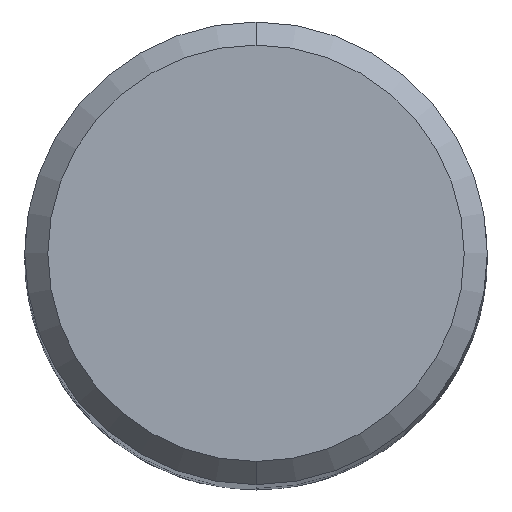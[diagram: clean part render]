
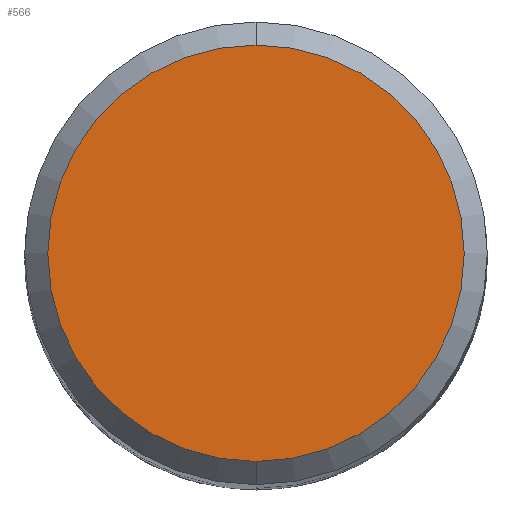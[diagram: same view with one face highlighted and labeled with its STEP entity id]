
A CAD part, top view. The second image highlights one B-rep face of the part: STEP entity #566.
In plain terms, the highlighted planar face has unit normal (0, 0, 1).
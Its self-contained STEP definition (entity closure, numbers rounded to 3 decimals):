
#276=EDGE_CURVE('',#420,#588,#773,.T.);
#420=VERTEX_POINT('',#927);
#566=ADVANCED_FACE('',(#1090),#1091,.T.);
#588=VERTEX_POINT('',#1115);
#696=EDGE_CURVE('',#588,#420,#1233,.T.);
#773=CIRCLE('',#1323,3.6);
#927=CARTESIAN_POINT('',(0.0,3.6,0.0));
#1090=FACE_OUTER_BOUND('',#3145,.T.);
#1091=PLANE('',#3146);
#1115=CARTESIAN_POINT('',(0.,-3.6,0.0));
#1233=CIRCLE('',#3714,3.6);
#1323=AXIS2_PLACEMENT_3D('',#4027,#4028,#4029);
#3145=EDGE_LOOP('',(#4406,#4407));
#3146=AXIS2_PLACEMENT_3D('',#4408,#4409,#4410);
#3714=AXIS2_PLACEMENT_3D('',#4595,#4596,#4597);
#4027=CARTESIAN_POINT('',(0.0,0.0,0.0));
#4028=DIRECTION('',(0.0,0.0,-1.0));
#4029=DIRECTION('',(0.0,1.0,0.0));
#4406=ORIENTED_EDGE('',*,*,#276,.F.);
#4407=ORIENTED_EDGE('',*,*,#696,.F.);
#4408=CARTESIAN_POINT('',(0.0,1.8,0.0));
#4409=DIRECTION('',(-0.0,0.0,1.0));
#4410=DIRECTION('',(0.0,-1.0,0.0));
#4595=CARTESIAN_POINT('',(0.0,0.0,0.0));
#4596=DIRECTION('',(0.0,0.0,-1.0));
#4597=DIRECTION('',(0.0,1.0,0.0));
